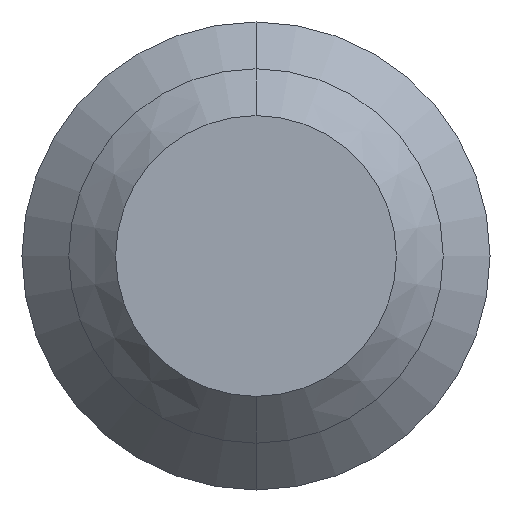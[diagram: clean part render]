
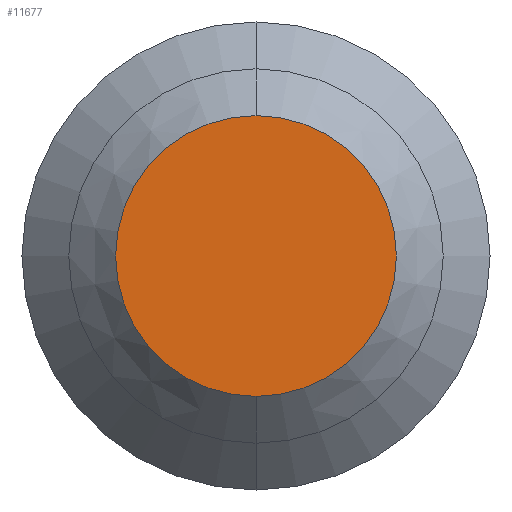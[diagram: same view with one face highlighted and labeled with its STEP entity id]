
A CAD part, front view. The second image highlights one B-rep face of the part: STEP entity #11677.
In plain terms, the highlighted planar face has unit normal (0, -1, 0).
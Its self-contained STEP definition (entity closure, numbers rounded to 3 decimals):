
#551 = DIRECTION ( 'NONE',  ( 0., 0., 1. ) ) ;
#577 = PLANE ( 'NONE',  #7344 ) ;
#626 = DIRECTION ( 'NONE',  ( 0., 1., 0. ) ) ;
#1566 = CARTESIAN_POINT ( 'NONE',  ( 0., -16.5, 0. ) ) ;
#2638 = DIRECTION ( 'NONE',  ( 0., 0., 1. ) ) ;
#2652 = CARTESIAN_POINT ( 'NONE',  ( 0., -16.5, 0. ) ) ;
#3442 = ORIENTED_EDGE ( 'NONE', *, *, #11399, .T. ) ;
#3977 = VERTEX_POINT ( 'NONE', #9016 ) ;
#4006 = FACE_OUTER_BOUND ( 'NONE', #12568, .T. ) ;
#4754 = DIRECTION ( 'NONE',  ( 0., -1., 0. ) ) ;
#5799 = ORIENTED_EDGE ( 'NONE', *, *, #6453, .T. ) ;
#6251 = AXIS2_PLACEMENT_3D ( 'NONE', #1566, #13127, #13086 ) ;
#6453 = EDGE_CURVE ( 'NONE', #3977, #11725, #9099, .T. ) ;
#7344 = AXIS2_PLACEMENT_3D ( 'NONE', #9040, #626, #2638 ) ;
#9016 = CARTESIAN_POINT ( 'NONE',  ( 0., -16.5, -3. ) ) ;
#9040 = CARTESIAN_POINT ( 'NONE',  ( 0., -16.5, 0. ) ) ;
#9099 = CIRCLE ( 'NONE', #6251, 3. ) ;
#10967 = CIRCLE ( 'NONE', #12886, 3. ) ;
#11399 = EDGE_CURVE ( 'NONE', #11725, #3977, #10967, .T. ) ;
#11677 = ADVANCED_FACE ( 'NONE', ( #4006 ), #577, .F. ) ;
#11725 = VERTEX_POINT ( 'NONE', #12256 ) ;
#12256 = CARTESIAN_POINT ( 'NONE',  ( 0., -16.5, 3. ) ) ;
#12568 = EDGE_LOOP ( 'NONE', ( #3442, #5799 ) ) ;
#12886 = AXIS2_PLACEMENT_3D ( 'NONE', #2652, #4754, #551 ) ;
#13086 = DIRECTION ( 'NONE',  ( 0., 0., 1. ) ) ;
#13127 = DIRECTION ( 'NONE',  ( 0., -1., 0. ) ) ;
